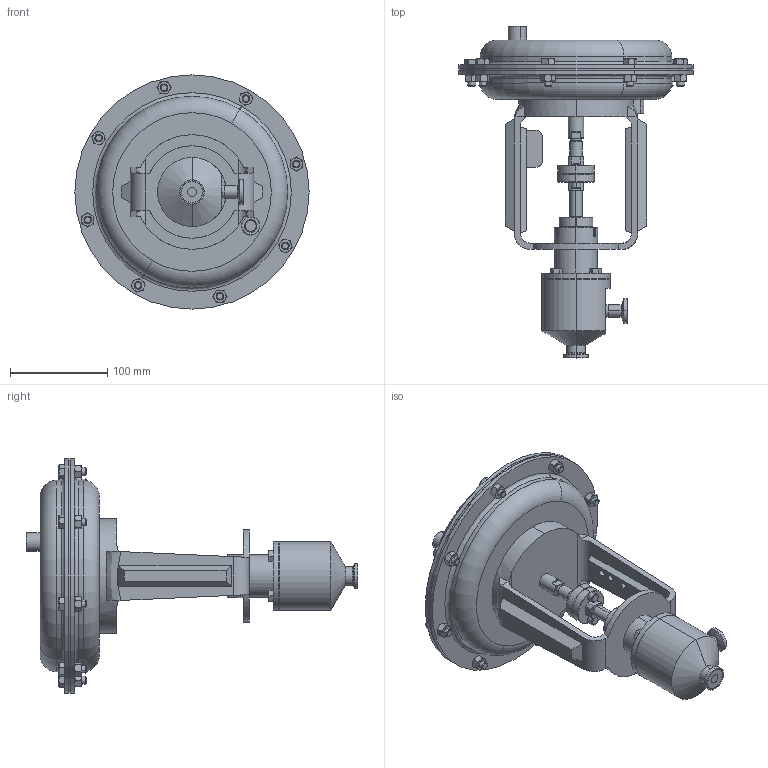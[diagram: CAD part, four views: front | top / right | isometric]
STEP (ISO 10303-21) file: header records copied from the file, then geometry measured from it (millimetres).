
FILE_DESCRIPTION (( 'STEP AP203' ), '1' );
FILE_NAME ('978E-050-JD-35M.STEP', '2017-06-08T20:44:34', ( '' ), ( '' ), 'SwSTEP 2.0', 'SolidWorks 2014', '' );
FILE_SCHEMA (( 'CONFIG_CONTROL_DESIGN' ));
Length unit declared in the file: inch
Products named in the file (2): 978E-050-JD-35M
Bounding box: 241.3 x 342 x 241.3 mm (x, y, z)
Volume: 2740951.5 mm3; surface area: 258164.4 mm2
Topology: 2 solids, 3 shells, 662 faces, 1521 edges, 931 vertices
Faces by surface type: plane 270, cone 245, cylinder 127, torus 18, bspline 2
Entity records: 20222 total; most frequent: CARTESIAN_POINT 5473, ORIENTED_EDGE 3042, DIRECTION 2999, EDGE_CURVE 1521, AXIS2_PLACEMENT_3D 1215, VERTEX_POINT 931, EDGE_LOOP 744, FACE_OUTER_BOUND 662
